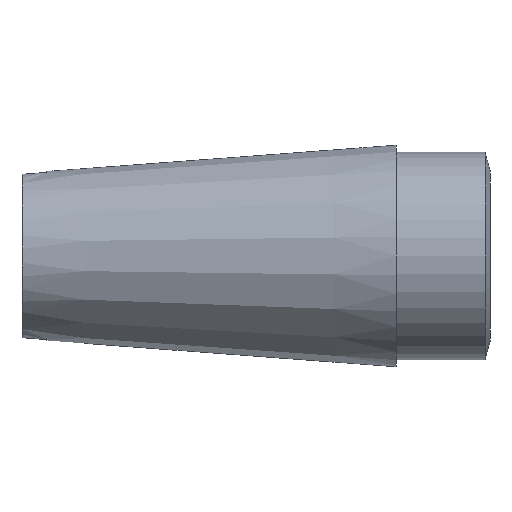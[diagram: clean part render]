
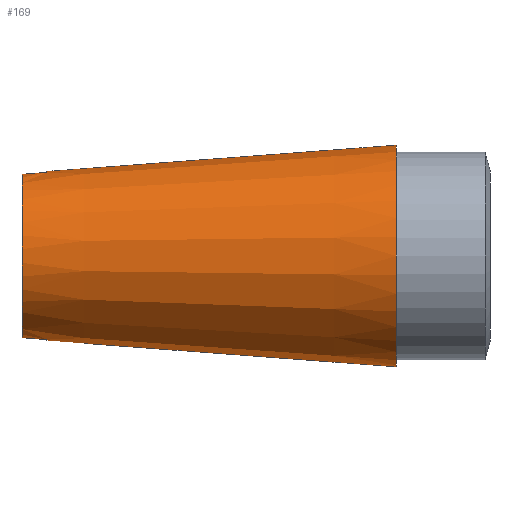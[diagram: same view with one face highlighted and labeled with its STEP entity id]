
A CAD part, left-side view. The second image highlights one B-rep face of the part: STEP entity #169.
In plain terms, the highlighted conical face has half-angle 4.289 degrees and reference radius 15.5 mm.
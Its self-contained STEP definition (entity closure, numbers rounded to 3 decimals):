
#25=(
BOUNDED_CURVE()
B_SPLINE_CURVE(2,(#265,#266,#267),.UNSPECIFIED.,.F.,.F.)
B_SPLINE_CURVE_WITH_KNOTS((3,3),(0.,0.401),.UNSPECIFIED.)
CURVE()
GEOMETRIC_REPRESENTATION_ITEM()
RATIONAL_B_SPLINE_CURVE((1.,1.,1.))
REPRESENTATION_ITEM('')
);
#26=(
BOUNDED_CURVE()
B_SPLINE_CURVE(2,(#271,#272,#273),.UNSPECIFIED.,.F.,.F.)
B_SPLINE_CURVE_WITH_KNOTS((3,3),(0.,0.401),.UNSPECIFIED.)
CURVE()
GEOMETRIC_REPRESENTATION_ITEM()
RATIONAL_B_SPLINE_CURVE((1.,1.,1.))
REPRESENTATION_ITEM('')
);
#27=(
BOUNDED_CURVE()
B_SPLINE_CURVE(2,(#278,#279,#280),.UNSPECIFIED.,.F.,.F.)
B_SPLINE_CURVE_WITH_KNOTS((3,3),(0.,0.401),.UNSPECIFIED.)
CURVE()
GEOMETRIC_REPRESENTATION_ITEM()
RATIONAL_B_SPLINE_CURVE((1.,1.,1.))
REPRESENTATION_ITEM('')
);
#28=(
BOUNDED_CURVE()
B_SPLINE_CURVE(2,(#284,#285,#286),.UNSPECIFIED.,.F.,.F.)
B_SPLINE_CURVE_WITH_KNOTS((3,3),(0.,0.401),.UNSPECIFIED.)
CURVE()
GEOMETRIC_REPRESENTATION_ITEM()
RATIONAL_B_SPLINE_CURVE((1.,1.,1.))
REPRESENTATION_ITEM('')
);
#39=FACE_BOUND('',#66,.T.);
#50=FACE_OUTER_BOUND('',#65,.T.);
#65=EDGE_LOOP('',(#138,#139,#140,#141,#142,#143,#144,#145));
#66=EDGE_LOOP('',(#146));
#79=CIRCLE('',#184,13.25);
#80=CIRCLE('',#186,13.25);
#81=CIRCLE('',#188,17.75);
#83=CIRCLE('',#191,13.55);
#84=CIRCLE('',#192,13.55);
#90=VERTEX_POINT('',#263);
#91=VERTEX_POINT('',#264);
#92=VERTEX_POINT('',#268);
#93=VERTEX_POINT('',#270);
#94=VERTEX_POINT('',#276);
#95=VERTEX_POINT('',#277);
#96=VERTEX_POINT('',#281);
#97=VERTEX_POINT('',#283);
#98=VERTEX_POINT('',#293);
#105=EDGE_CURVE('',#90,#91,#25,.T.);
#107=EDGE_CURVE('',#93,#92,#26,.T.);
#109=EDGE_CURVE('',#94,#95,#27,.T.);
#111=EDGE_CURVE('',#97,#96,#28,.T.);
#113=EDGE_CURVE('',#93,#91,#79,.T.);
#114=EDGE_CURVE('',#97,#95,#80,.T.);
#115=EDGE_CURVE('',#98,#98,#81,.T.);
#117=EDGE_CURVE('',#96,#90,#83,.T.);
#118=EDGE_CURVE('',#92,#94,#84,.T.);
#138=ORIENTED_EDGE('',*,*,#109,.T.);
#139=ORIENTED_EDGE('',*,*,#114,.F.);
#140=ORIENTED_EDGE('',*,*,#111,.T.);
#141=ORIENTED_EDGE('',*,*,#117,.T.);
#142=ORIENTED_EDGE('',*,*,#105,.T.);
#143=ORIENTED_EDGE('',*,*,#113,.F.);
#144=ORIENTED_EDGE('',*,*,#107,.T.);
#145=ORIENTED_EDGE('',*,*,#118,.T.);
#146=ORIENTED_EDGE('',*,*,#115,.T.);
#161=CONICAL_SURFACE('',#190,15.5,4.289);
#169=ADVANCED_FACE('',(#50,#39),#161,.T.);
#184=AXIS2_PLACEMENT_3D('',#289,#220,#221);
#186=AXIS2_PLACEMENT_3D('',#291,#224,#225);
#188=AXIS2_PLACEMENT_3D('',#294,#228,#229);
#190=AXIS2_PLACEMENT_3D('',#297,#232,#233);
#191=AXIS2_PLACEMENT_3D('',#298,#234,#235);
#192=AXIS2_PLACEMENT_3D('',#299,#236,#237);
#220=DIRECTION('center_axis',(0.,1.,0.));
#221=DIRECTION('ref_axis',(1.,0.,0.));
#224=DIRECTION('center_axis',(0.,1.,0.));
#225=DIRECTION('ref_axis',(1.,0.,0.));
#228=DIRECTION('center_axis',(0.,1.,0.));
#229=DIRECTION('ref_axis',(1.,0.,0.));
#232=DIRECTION('center_axis',(0.,-1.,0.));
#233=DIRECTION('ref_axis',(0.,0.,1.));
#234=DIRECTION('center_axis',(0.,-1.,0.));
#235=DIRECTION('ref_axis',(0.,0.,1.));
#236=DIRECTION('center_axis',(0.,-1.,0.));
#237=DIRECTION('ref_axis',(0.,0.,1.));
#263=CARTESIAN_POINT('',(2.,71.,-13.402));
#264=CARTESIAN_POINT('',(2.,75.,-13.098));
#265=CARTESIAN_POINT('Ctrl Pts',(2.,71.,-13.402));
#266=CARTESIAN_POINT('Ctrl Pts',(2.,73.023,-13.248));
#267=CARTESIAN_POINT('Ctrl Pts',(2.,75.,-13.098));
#268=CARTESIAN_POINT('',(2.,71.,13.402));
#270=CARTESIAN_POINT('',(2.,75.,13.098));
#271=CARTESIAN_POINT('Ctrl Pts',(2.,75.,13.098));
#272=CARTESIAN_POINT('Ctrl Pts',(2.,73.023,13.248));
#273=CARTESIAN_POINT('Ctrl Pts',(2.,71.,13.402));
#276=CARTESIAN_POINT('',(-2.,71.,13.402));
#277=CARTESIAN_POINT('',(-2.,75.,13.098));
#278=CARTESIAN_POINT('Ctrl Pts',(-2.,71.,13.402));
#279=CARTESIAN_POINT('Ctrl Pts',(-2.,73.023,13.248));
#280=CARTESIAN_POINT('Ctrl Pts',(-2.,75.,13.098));
#281=CARTESIAN_POINT('',(-2.,71.,-13.402));
#283=CARTESIAN_POINT('',(-2.,75.,-13.098));
#284=CARTESIAN_POINT('Ctrl Pts',(-2.,75.,-13.098));
#285=CARTESIAN_POINT('Ctrl Pts',(-2.,73.023,-13.248));
#286=CARTESIAN_POINT('Ctrl Pts',(-2.,71.,-13.402));
#289=CARTESIAN_POINT('Origin',(0.,75.,0.));
#291=CARTESIAN_POINT('Origin',(0.,75.,0.));
#293=CARTESIAN_POINT('',(0.,15.,17.75));
#294=CARTESIAN_POINT('Origin',(0.,15.,0.));
#297=CARTESIAN_POINT('Origin',(0.,45.,0.));
#298=CARTESIAN_POINT('Origin',(0.,71.,0.));
#299=CARTESIAN_POINT('Origin',(0.,71.,0.));
